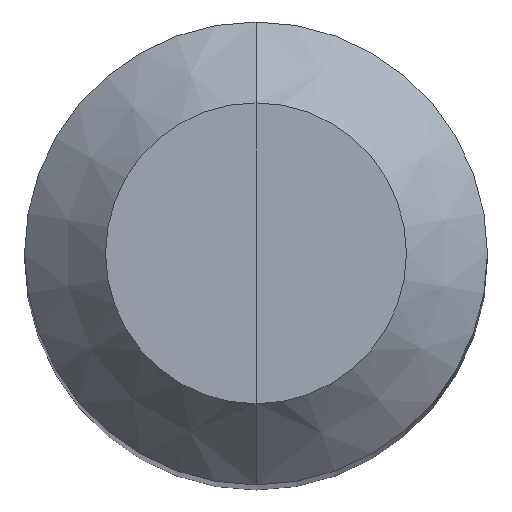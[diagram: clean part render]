
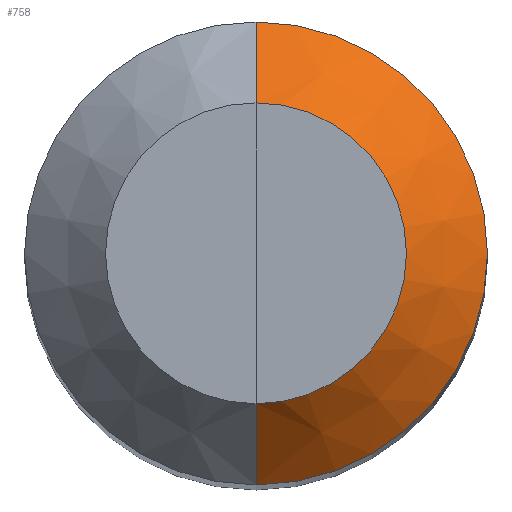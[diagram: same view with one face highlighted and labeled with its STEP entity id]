
A CAD part, top view. The second image highlights one B-rep face of the part: STEP entity #758.
In plain terms, the highlighted conical face has half-angle 45 degrees and reference radius 2 mm.
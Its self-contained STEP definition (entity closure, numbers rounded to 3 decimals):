
#644 = CYLINDRICAL_SURFACE('',#645,2.);
#645 = AXIS2_PLACEMENT_3D('',#646,#647,#648);
#646 = CARTESIAN_POINT('',(0.,0.,-25.998));
#647 = DIRECTION('',(0.,0.,1.));
#648 = DIRECTION('',(0.,-1.,0.));
#682 = VERTEX_POINT('',#683);
#683 = CARTESIAN_POINT('',(0.,2.,-0.7));
#709 = EDGE_CURVE('',#710,#682,#712,.T.);
#710 = VERTEX_POINT('',#711);
#711 = CARTESIAN_POINT('',(0.,-2.,-0.7));
#712 = SURFACE_CURVE('',#713,(#718,#725),.PCURVE_S1.);
#713 = CIRCLE('',#714,2.);
#714 = AXIS2_PLACEMENT_3D('',#715,#716,#717);
#715 = CARTESIAN_POINT('',(0.,0.,-0.7));
#716 = DIRECTION('',(0.,0.,1.));
#717 = DIRECTION('',(0.,-1.,0.));
#718 = PCURVE('',#644,#719);
#719 = DEFINITIONAL_REPRESENTATION('',(#720),#724);
#720 = LINE('',#721,#722);
#721 = CARTESIAN_POINT('',(0.,25.298));
#722 = VECTOR('',#723,1.);
#723 = DIRECTION('',(1.,0.));
#724 = ( GEOMETRIC_REPRESENTATION_CONTEXT(2) 
PARAMETRIC_REPRESENTATION_CONTEXT() REPRESENTATION_CONTEXT('2D SPACE',''
  ) );
#725 = PCURVE('',#726,#731);
#726 = CONICAL_SURFACE('',#727,2.,0.785);
#727 = AXIS2_PLACEMENT_3D('',#728,#729,#730);
#728 = CARTESIAN_POINT('',(0.,0.,-0.7));
#729 = DIRECTION('',(-0.,-0.,-1.));
#730 = DIRECTION('',(0.,-1.,0.));
#731 = DEFINITIONAL_REPRESENTATION('',(#732),#736);
#732 = LINE('',#733,#734);
#733 = CARTESIAN_POINT('',(-0.,-0.));
#734 = VECTOR('',#735,1.);
#735 = DIRECTION('',(-1.,-0.));
#736 = ( GEOMETRIC_REPRESENTATION_CONTEXT(2) 
PARAMETRIC_REPRESENTATION_CONTEXT() REPRESENTATION_CONTEXT('2D SPACE',''
  ) );
#758 = ADVANCED_FACE('',(#759),#726,.T.);
#759 = FACE_BOUND('',#760,.T.);
#760 = EDGE_LOOP('',(#761,#762,#790,#819));
#761 = ORIENTED_EDGE('',*,*,#709,.T.);
#762 = ORIENTED_EDGE('',*,*,#763,.T.);
#763 = EDGE_CURVE('',#682,#764,#766,.T.);
#764 = VERTEX_POINT('',#765);
#765 = CARTESIAN_POINT('',(0.,1.3,0.));
#766 = SURFACE_CURVE('',#767,(#771,#778),.PCURVE_S1.);
#767 = LINE('',#768,#769);
#768 = CARTESIAN_POINT('',(0.,2.,-0.7));
#769 = VECTOR('',#770,1.);
#770 = DIRECTION('',(0.,-0.707,0.707)
  );
#771 = PCURVE('',#726,#772);
#772 = DEFINITIONAL_REPRESENTATION('',(#773),#777);
#773 = LINE('',#774,#775);
#774 = CARTESIAN_POINT('',(-3.142,-0.));
#775 = VECTOR('',#776,1.);
#776 = DIRECTION('',(-0.,-1.));
#777 = ( GEOMETRIC_REPRESENTATION_CONTEXT(2) 
PARAMETRIC_REPRESENTATION_CONTEXT() REPRESENTATION_CONTEXT('2D SPACE',''
  ) );
#778 = PCURVE('',#779,#784);
#779 = CONICAL_SURFACE('',#780,2.,0.785);
#780 = AXIS2_PLACEMENT_3D('',#781,#782,#783);
#781 = CARTESIAN_POINT('',(0.,0.,-0.7));
#782 = DIRECTION('',(-0.,-0.,-1.));
#783 = DIRECTION('',(0.,-1.,0.));
#784 = DEFINITIONAL_REPRESENTATION('',(#785),#789);
#785 = LINE('',#786,#787);
#786 = CARTESIAN_POINT('',(3.142,-0.));
#787 = VECTOR('',#788,1.);
#788 = DIRECTION('',(0.,-1.));
#789 = ( GEOMETRIC_REPRESENTATION_CONTEXT(2) 
PARAMETRIC_REPRESENTATION_CONTEXT() REPRESENTATION_CONTEXT('2D SPACE',''
  ) );
#790 = ORIENTED_EDGE('',*,*,#791,.F.);
#791 = EDGE_CURVE('',#792,#764,#794,.T.);
#792 = VERTEX_POINT('',#793);
#793 = CARTESIAN_POINT('',(0.,-1.3,0.));
#794 = SURFACE_CURVE('',#795,(#800,#807),.PCURVE_S1.);
#795 = CIRCLE('',#796,1.3);
#796 = AXIS2_PLACEMENT_3D('',#797,#798,#799);
#797 = CARTESIAN_POINT('',(0.,0.,0.));
#798 = DIRECTION('',(0.,0.,1.));
#799 = DIRECTION('',(0.,-1.,0.));
#800 = PCURVE('',#726,#801);
#801 = DEFINITIONAL_REPRESENTATION('',(#802),#806);
#802 = LINE('',#803,#804);
#803 = CARTESIAN_POINT('',(-0.,-0.7));
#804 = VECTOR('',#805,1.);
#805 = DIRECTION('',(-1.,-0.));
#806 = ( GEOMETRIC_REPRESENTATION_CONTEXT(2) 
PARAMETRIC_REPRESENTATION_CONTEXT() REPRESENTATION_CONTEXT('2D SPACE',''
  ) );
#807 = PCURVE('',#808,#813);
#808 = PLANE('',#809);
#809 = AXIS2_PLACEMENT_3D('',#810,#811,#812);
#810 = CARTESIAN_POINT('',(0.,0.,0.));
#811 = DIRECTION('',(0.,0.,1.));
#812 = DIRECTION('',(0.,-1.,0.));
#813 = DEFINITIONAL_REPRESENTATION('',(#814),#818);
#814 = CIRCLE('',#815,1.3);
#815 = AXIS2_PLACEMENT_2D('',#816,#817);
#816 = CARTESIAN_POINT('',(0.,0.));
#817 = DIRECTION('',(1.,0.));
#818 = ( GEOMETRIC_REPRESENTATION_CONTEXT(2) 
PARAMETRIC_REPRESENTATION_CONTEXT() REPRESENTATION_CONTEXT('2D SPACE',''
  ) );
#819 = ORIENTED_EDGE('',*,*,#820,.F.);
#820 = EDGE_CURVE('',#710,#792,#821,.T.);
#821 = SURFACE_CURVE('',#822,(#826,#833),.PCURVE_S1.);
#822 = LINE('',#823,#824);
#823 = CARTESIAN_POINT('',(0.,-2.,-0.7));
#824 = VECTOR('',#825,1.);
#825 = DIRECTION('',(0.,0.707,0.707));
#826 = PCURVE('',#726,#827);
#827 = DEFINITIONAL_REPRESENTATION('',(#828),#832);
#828 = LINE('',#829,#830);
#829 = CARTESIAN_POINT('',(-0.,-0.));
#830 = VECTOR('',#831,1.);
#831 = DIRECTION('',(-0.,-1.));
#832 = ( GEOMETRIC_REPRESENTATION_CONTEXT(2) 
PARAMETRIC_REPRESENTATION_CONTEXT() REPRESENTATION_CONTEXT('2D SPACE',''
  ) );
#833 = PCURVE('',#779,#834);
#834 = DEFINITIONAL_REPRESENTATION('',(#835),#839);
#835 = LINE('',#836,#837);
#836 = CARTESIAN_POINT('',(0.,-0.));
#837 = VECTOR('',#838,1.);
#838 = DIRECTION('',(0.,-1.));
#839 = ( GEOMETRIC_REPRESENTATION_CONTEXT(2) 
PARAMETRIC_REPRESENTATION_CONTEXT() REPRESENTATION_CONTEXT('2D SPACE',''
  ) );
